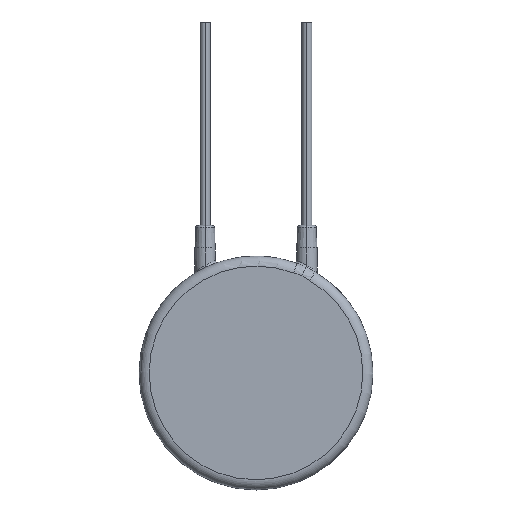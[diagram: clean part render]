
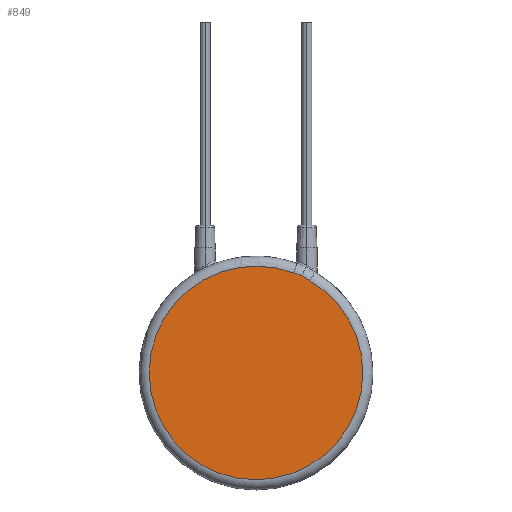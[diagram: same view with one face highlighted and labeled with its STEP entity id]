
A CAD part, top view. The second image highlights one B-rep face of the part: STEP entity #849.
In plain terms, the highlighted planar face has unit normal (0, 0, 1).
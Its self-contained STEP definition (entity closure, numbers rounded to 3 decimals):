
#54=CARTESIAN_POINT('',(0.,0.,4.6));
#55=DIRECTION('',(0.,0.,1.));
#56=DIRECTION('',(0.351,0.936,0.));
#57=AXIS2_PLACEMENT_3D('',#54,#55,#56);
#176=CARTESIAN_POINT('',(4.517,9.555,4.6));
#177=CARTESIAN_POINT('',(4.492,9.566,4.6));
#178=CARTESIAN_POINT('',(4.445,9.587,4.6));
#179=CARTESIAN_POINT('',(4.377,9.615,4.6));
#180=CARTESIAN_POINT('',(4.31,9.639,4.6));
#181=CARTESIAN_POINT('',(4.242,9.662,4.6));
#182=CARTESIAN_POINT('',(4.172,9.683,4.6));
#183=CARTESIAN_POINT('',(4.098,9.705,4.6));
#184=CARTESIAN_POINT('',(4.025,9.725,4.6));
#185=CARTESIAN_POINT('',(3.952,9.746,4.6));
#186=CARTESIAN_POINT('',(3.87,9.77,4.6));
#187=CARTESIAN_POINT('',(3.78,9.798,4.6));
#188=CARTESIAN_POINT('',(3.717,9.82,4.6));
#189=CARTESIAN_POINT('',(3.684,9.832,4.6));
#191=CARTESIAN_POINT('',(5.29,9.07,4.6));
#192=CARTESIAN_POINT('',(5.222,9.11,4.6));
#193=CARTESIAN_POINT('',(5.095,9.192,4.6));
#194=CARTESIAN_POINT('',(4.923,9.312,4.6));
#195=CARTESIAN_POINT('',(4.774,9.412,4.6));
#196=CARTESIAN_POINT('',(4.643,9.491,4.6));
#197=CARTESIAN_POINT('',(4.558,9.535,4.6));
#198=CARTESIAN_POINT('',(4.517,9.555,4.6));
#587=CARTESIAN_POINT('',(5.29,9.07,4.6));
#588=VERTEX_POINT('',#587);
#591=VERTEX_POINT('',#198);
#600=CARTESIAN_POINT('',(3.684,9.832,4.6));
#601=VERTEX_POINT('',#600);
#838=CARTESIAN_POINT('',(0.,0.,4.6));
#839=DIRECTION('',(0.,0.,1.));
#840=DIRECTION('',(1.,0.,0.));
#841=AXIS2_PLACEMENT_3D('',#838,#839,#840);
#842=PLANE('',#841);
#843=ORIENTED_EDGE('',*,*,#660,.F.);
#845=ORIENTED_EDGE('',*,*,#844,.F.);
#846=ORIENTED_EDGE('',*,*,#830,.F.);
#847=EDGE_LOOP('',(#843,#845,#846));
#848=FACE_OUTER_BOUND('',#847,.F.);
#58=CIRCLE('',#57,10.5);
#190=B_SPLINE_CURVE_WITH_KNOTS('',3,(#176,#177,#178,#179,#180,#181,#182,#183,
#184,#185,#186,#187,#188,#189),.UNSPECIFIED.,.F.,.F.,(4,1,1,1,1,1,1,1,1,1,1,4),(
0.,0.091,0.182,0.273,0.364,
0.455,0.545,0.636,0.727,
0.818,0.909,1.),.UNSPECIFIED.);
#199=B_SPLINE_CURVE_WITH_KNOTS('',3,(#191,#192,#193,#194,#195,#196,#197,#198),
.UNSPECIFIED.,.F.,.F.,(4,1,1,1,1,4),(0.,0.2,0.4,0.6,0.8,1.),
.UNSPECIFIED.);
#660=EDGE_CURVE('',#601,#588,#58,.T.);
#830=EDGE_CURVE('',#588,#591,#199,.T.);
#844=EDGE_CURVE('',#591,#601,#190,.T.);
#849=ADVANCED_FACE('',(#848),#842,.T.);
